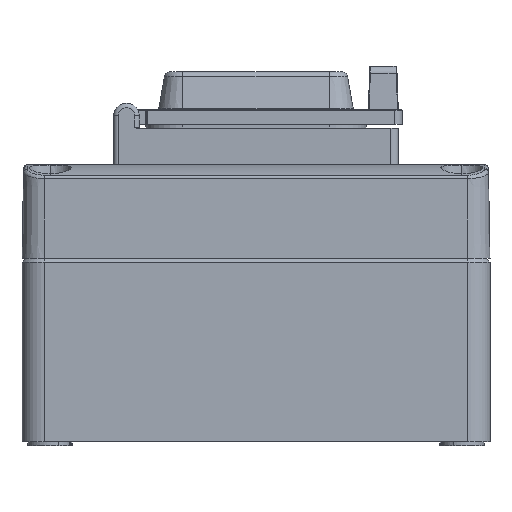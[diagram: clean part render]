
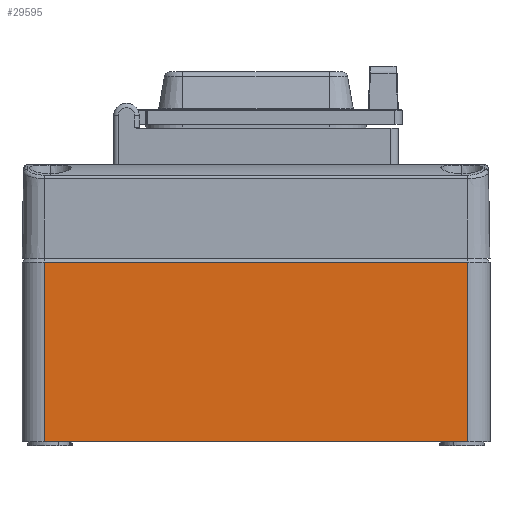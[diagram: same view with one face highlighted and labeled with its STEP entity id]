
A CAD part, front view. The second image highlights one B-rep face of the part: STEP entity #29595.
In plain terms, the highlighted face is planar.
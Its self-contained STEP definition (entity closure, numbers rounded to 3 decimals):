
#353=DIRECTION('',(0.,1.,0.));
#354=VECTOR('',#353,113.);
#355=CARTESIAN_POINT('',(-62.5,-56.5,-1.));
#356=LINE('',#355,#354);
#739=DIRECTION('',(0.,0.,-1.));
#740=VECTOR('',#739,48.);
#741=CARTESIAN_POINT('',(-62.5,56.5,-1.));
#742=LINE('',#741,#740);
#746=DIRECTION('',(0.,1.,0.));
#747=VECTOR('',#746,113.);
#748=CARTESIAN_POINT('',(-62.5,-56.5,-49.));
#749=LINE('',#748,#747);
#753=DIRECTION('',(0.,0.,-1.));
#754=VECTOR('',#753,48.);
#755=CARTESIAN_POINT('',(-62.5,-56.5,-1.));
#756=LINE('',#755,#754);
#25962=CARTESIAN_POINT('',(-62.5,-56.5,-49.));
#25963=VERTEX_POINT('',#25962);
#25964=CARTESIAN_POINT('',(-62.5,56.5,-49.));
#25965=VERTEX_POINT('',#25964);
#26940=CARTESIAN_POINT('',(-62.5,-56.5,-1.));
#26941=VERTEX_POINT('',#26940);
#26944=CARTESIAN_POINT('',(-62.5,56.5,-1.));
#26945=VERTEX_POINT('',#26944);
#29583=CARTESIAN_POINT('',(-62.5,-56.5,0.));
#29584=DIRECTION('',(-1.,0.,0.));
#29585=DIRECTION('',(0.,1.,0.));
#29586=AXIS2_PLACEMENT_3D('',#29583,#29584,#29585);
#29587=PLANE('',#29586);
#29588=ORIENTED_EDGE('',*,*,#29396,.T.);
#29589=ORIENTED_EDGE('',*,*,#29578,.F.);
#29590=ORIENTED_EDGE('',*,*,#29309,.F.);
#29592=ORIENTED_EDGE('',*,*,#29591,.T.);
#29593=EDGE_LOOP('',(#29588,#29589,#29590,#29592));
#29594=FACE_OUTER_BOUND('',#29593,.F.);
#29595=ADVANCED_FACE('',(#29594),#29587,.T.);
#29309=EDGE_CURVE('',#26941,#26945,#356,.T.);
#29396=EDGE_CURVE('',#25963,#25965,#749,.T.);
#29578=EDGE_CURVE('',#26945,#25965,#742,.T.);
#29591=EDGE_CURVE('',#26941,#25963,#756,.T.);
